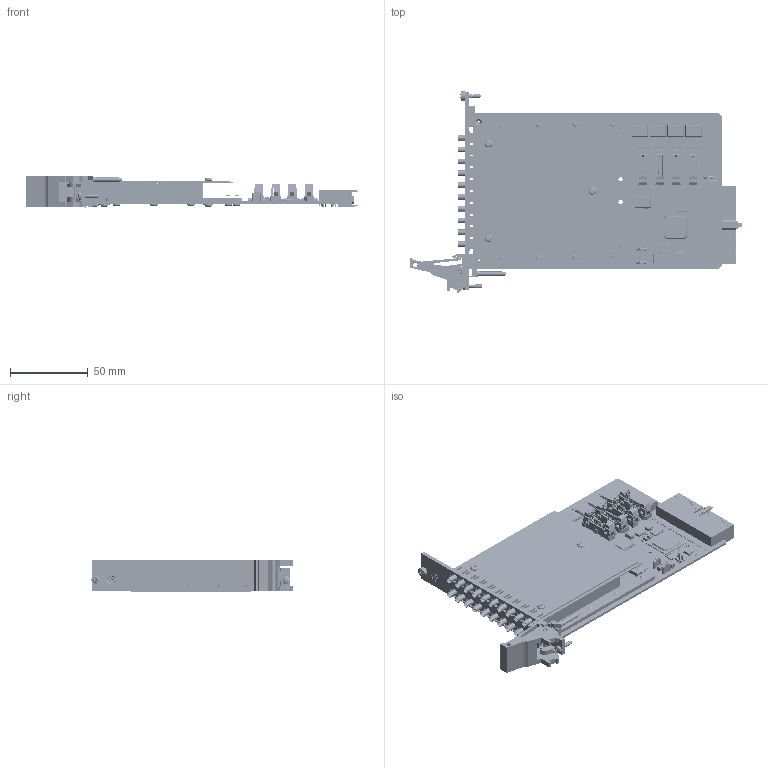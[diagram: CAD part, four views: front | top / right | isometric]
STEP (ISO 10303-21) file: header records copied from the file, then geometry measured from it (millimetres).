
FILE_DESCRIPTION (( 'STEP AP214' ), '1' );
FILE_NAME ('40-872-004 RF MUX Quad 4_1 Mother and Daughter.STEP', '2013-09-12T13:48:39', ( 'admin' ), ( '' ), 'SwSTEP 2.0', 'SolidWorks 2012', '' );
FILE_SCHEMA (( 'AUTOMOTIVE_DESIGN' ));
Length unit declared in the file: millimetre
Products named in the file (1): 40-872-004 RF MUX Quad 4_1 Mother and Daughter
Bounding box: 214.01 x 129.67 x 20.16 mm (x, y, z)
Surface area: 89465 mm2 (no closed solid volume)
Topology: 0 solids, 667 shells, 4106 faces, 18425 edges, 14390 vertices
Faces by surface type: plane 3156, cylinder 739, cone 106, torus 68, bspline 29, sphere 8
Full cylindrical faces by diameter (mm): 0.2 x1, 0.38 x20, 0.6 x110, 0.762 x27, 0.8 x3, 1.496 x2, 1.524 x8, 2 x6, 2.05 x1, 2.45 x8, 2.5 x4, 2.6 x1, 2.7 x3, 2.8 x1, 3 x3, 3.5 x20, 3.65 x20, 3.8 x12, 4.7 x1, 4.85 x16, 5 x5, 5.3 x1, 6 x1, 6.1 x1, 6.8 x3, 7 x20, 7.2 x20
Entity records: 236029 total; most frequent: CARTESIAN_POINT 47438, DIRECTION 28430, ORIENTED_EDGE 24307, EDGE_CURVE 17798, VERTEX_POINT 14218, VECTOR 13742, LINE 13742, AXIS2_PLACEMENT_3D 7344
